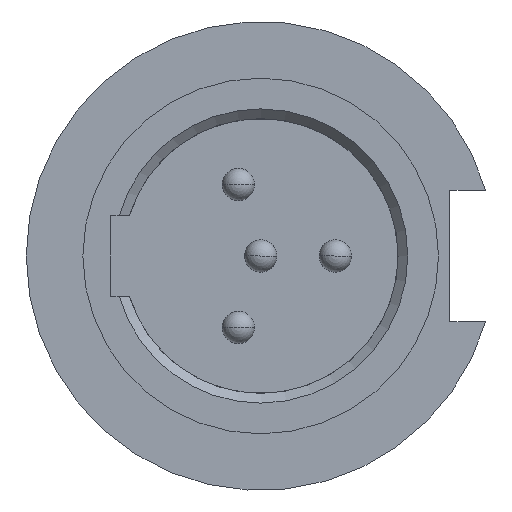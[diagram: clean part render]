
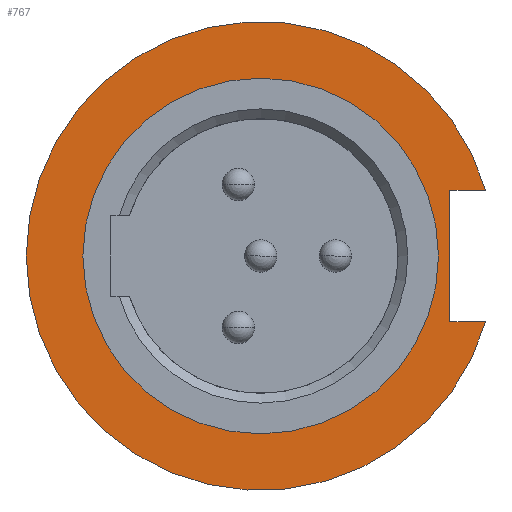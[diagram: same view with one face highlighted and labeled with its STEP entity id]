
A CAD part, left-side view. The second image highlights one B-rep face of the part: STEP entity #767.
In plain terms, the highlighted planar face has unit normal (-1, 0, 0).
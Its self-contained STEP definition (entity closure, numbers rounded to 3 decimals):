
#34=CARTESIAN_POINT('',(6.88,0.,0.));
#35=DIRECTION('',(1.,0.,0.));
#36=DIRECTION('',(0.,-0.96,-0.28));
#37=AXIS2_PLACEMENT_3D('',#34,#35,#36);
#39=CARTESIAN_POINT('',(6.88,0.,0.));
#40=DIRECTION('',(1.,0.,0.));
#41=DIRECTION('',(0.,1.,0.));
#42=AXIS2_PLACEMENT_3D('',#39,#40,#41);
#44=CARTESIAN_POINT('',(6.88,0.,0.));
#45=DIRECTION('',(-1.,0.,0.));
#46=DIRECTION('',(0.,1.,0.));
#47=AXIS2_PLACEMENT_3D('',#44,#45,#46);
#49=CARTESIAN_POINT('',(6.88,0.,0.));
#50=DIRECTION('',(-1.,0.,0.));
#51=DIRECTION('',(0.,-1.,0.));
#52=AXIS2_PLACEMENT_3D('',#49,#50,#51);
#58=DIRECTION('',(0.,-1.,0.));
#59=VECTOR('',#58,1.11);
#60=CARTESIAN_POINT('',(6.88,-5.85,2.03));
#61=LINE('',#60,#59);
#102=DIRECTION('',(0.,1.,0.));
#103=VECTOR('',#102,1.11);
#104=CARTESIAN_POINT('',(6.88,-6.96,-2.03));
#105=LINE('',#104,#103);
#110=DIRECTION('',(0.,0.,1.));
#111=VECTOR('',#110,4.06);
#112=CARTESIAN_POINT('',(6.88,-5.85,-2.03));
#113=LINE('',#112,#111);
#555=CARTESIAN_POINT('',(6.88,5.5,0.));
#556=VERTEX_POINT('',#555);
#557=CARTESIAN_POINT('',(6.88,-5.5,0.));
#558=VERTEX_POINT('',#557);
#559=CARTESIAN_POINT('',(6.88,-5.85,2.03));
#560=CARTESIAN_POINT('',(6.88,-6.96,2.03));
#561=VERTEX_POINT('',#559);
#562=VERTEX_POINT('',#560);
#563=CARTESIAN_POINT('',(6.88,-5.85,-2.03));
#564=VERTEX_POINT('',#563);
#565=CARTESIAN_POINT('',(6.88,-6.96,-2.03));
#566=VERTEX_POINT('',#565);
#567=CARTESIAN_POINT('',(6.88,7.25,0.));
#568=VERTEX_POINT('',#567);
#746=CARTESIAN_POINT('',(6.88,0.,0.));
#747=DIRECTION('',(1.,0.,0.));
#748=DIRECTION('',(0.,-1.,0.));
#749=AXIS2_PLACEMENT_3D('',#746,#747,#748);
#750=PLANE('',#749);
#752=ORIENTED_EDGE('',*,*,#751,.F.);
#754=ORIENTED_EDGE('',*,*,#753,.F.);
#756=ORIENTED_EDGE('',*,*,#755,.F.);
#758=ORIENTED_EDGE('',*,*,#757,.T.);
#760=ORIENTED_EDGE('',*,*,#759,.T.);
#761=EDGE_LOOP('',(#752,#754,#756,#758,#760));
#762=FACE_OUTER_BOUND('',#761,.F.);
#763=ORIENTED_EDGE('',*,*,#728,.T.);
#764=ORIENTED_EDGE('',*,*,#739,.T.);
#765=EDGE_LOOP('',(#763,#764));
#766=FACE_BOUND('',#765,.F.);
#38=CIRCLE('',#37,7.25);
#43=CIRCLE('',#42,7.25);
#48=CIRCLE('',#47,5.5);
#53=CIRCLE('',#52,5.5);
#728=EDGE_CURVE('',#556,#558,#48,.T.);
#739=EDGE_CURVE('',#558,#556,#53,.T.);
#751=EDGE_CURVE('',#561,#562,#61,.T.);
#753=EDGE_CURVE('',#564,#561,#113,.T.);
#755=EDGE_CURVE('',#566,#564,#105,.T.);
#757=EDGE_CURVE('',#566,#568,#38,.T.);
#759=EDGE_CURVE('',#568,#562,#43,.T.);
#767=ADVANCED_FACE('',(#762,#766),#750,.F.);
